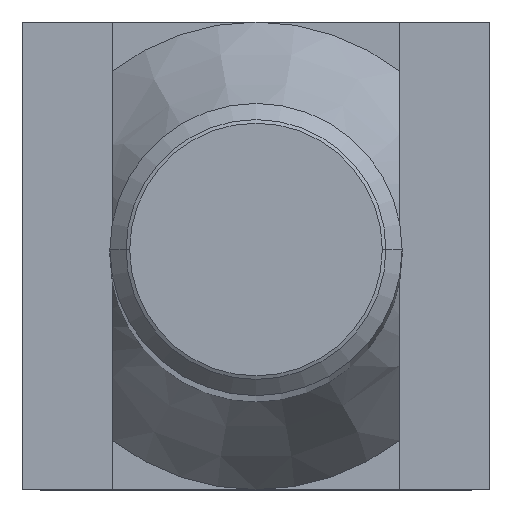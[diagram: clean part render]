
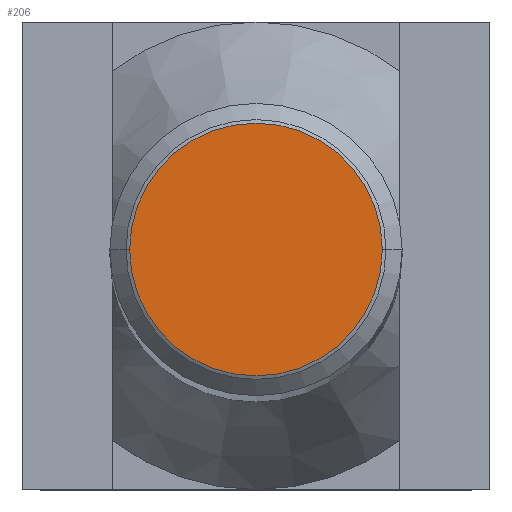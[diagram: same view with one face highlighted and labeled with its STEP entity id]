
A CAD part, top view. The second image highlights one B-rep face of the part: STEP entity #206.
In plain terms, the highlighted planar face has unit normal (0, 0, 1).
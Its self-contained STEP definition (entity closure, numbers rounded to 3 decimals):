
#206=ADVANCED_FACE('',(#467),#468,.T.);
#276=EDGE_CURVE('',#378,#336,#542,.T.);
#336=VERTEX_POINT('',#611);
#368=EDGE_CURVE('',#336,#378,#647,.T.);
#378=VERTEX_POINT('',#660);
#467=FACE_OUTER_BOUND('',#766,.T.);
#468=PLANE('',#767);
#542=CIRCLE('',#898,8.647);
#611=CARTESIAN_POINT('',(-8.647,0.,250.0));
#647=CIRCLE('',#1041,8.647);
#660=CARTESIAN_POINT('',(8.647,0.,250.0));
#766=EDGE_LOOP('',(#1126,#1127));
#767=AXIS2_PLACEMENT_3D('',#1128,#1129,#1130);
#898=AXIS2_PLACEMENT_3D('',#1199,#1200,#1201);
#1041=AXIS2_PLACEMENT_3D('',#1348,#1349,#1350);
#1126=ORIENTED_EDGE('',*,*,#276,.T.);
#1127=ORIENTED_EDGE('',*,*,#368,.T.);
#1128=CARTESIAN_POINT('',(-4.375,0.,250.0));
#1129=DIRECTION('',(0.0,0.0,1.0));
#1130=DIRECTION('',(-1.0,0.,0.0));
#1199=CARTESIAN_POINT('',(0.0,0.,250.0));
#1200=DIRECTION('',(0.0,-0.0,1.0));
#1201=DIRECTION('',(1.0,0.,0.0));
#1348=CARTESIAN_POINT('',(0.0,0.,250.0));
#1349=DIRECTION('',(0.0,-0.0,1.0));
#1350=DIRECTION('',(1.0,0.,0.0));
